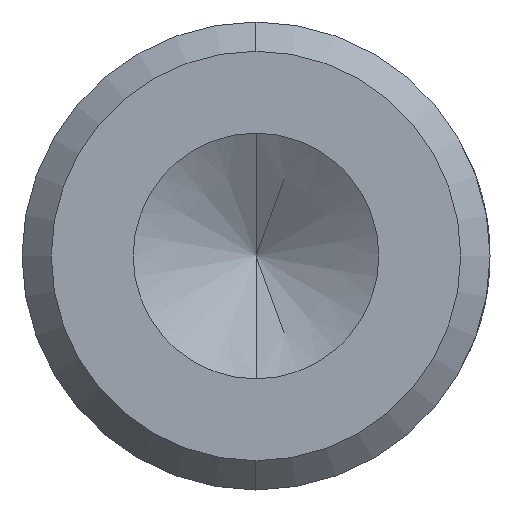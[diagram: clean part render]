
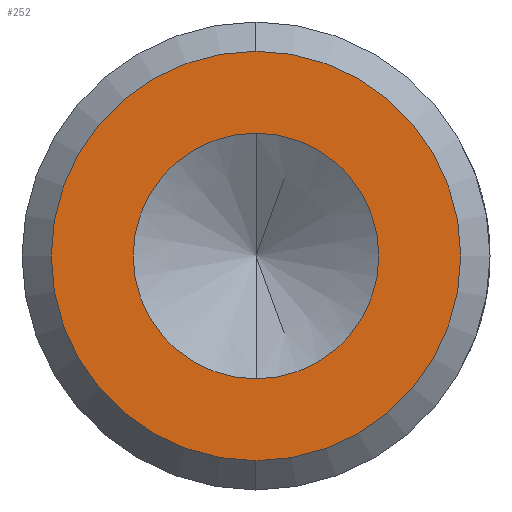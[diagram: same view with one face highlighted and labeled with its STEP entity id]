
A CAD part, left-side view. The second image highlights one B-rep face of the part: STEP entity #252.
In plain terms, the highlighted planar face has unit normal (-1, 0, 0).
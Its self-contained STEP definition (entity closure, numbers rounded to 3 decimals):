
#75 = AXIS2_PLACEMENT_3D ( 'NONE', #1098, #519, #1188 ) ;
#110 = DIRECTION ( 'NONE',  ( -1., 0., 0. ) ) ;
#119 = DIRECTION ( 'NONE',  ( 0., 0., 1. ) ) ;
#130 = PLANE ( 'NONE',  #510 ) ;
#146 = CARTESIAN_POINT ( 'NONE',  ( 0., 0., 3.501 ) ) ;
#193 = VERTEX_POINT ( 'NONE', #234 ) ;
#209 = FACE_BOUND ( 'NONE', #836, .T. ) ;
#231 = AXIS2_PLACEMENT_3D ( 'NONE', #720, #110, #817 ) ;
#234 = CARTESIAN_POINT ( 'NONE',  ( 0., 0., -2.1 ) ) ;
#242 = DIRECTION ( 'NONE',  ( -1., 0., 0. ) ) ;
#252 = ADVANCED_FACE ( 'NONE', ( #738, #209 ), #130, .T. ) ;
#299 = CIRCLE ( 'NONE', #457, 2.1 ) ;
#340 = CARTESIAN_POINT ( 'NONE',  ( 0., 0., 0. ) ) ;
#358 = DIRECTION ( 'NONE',  ( -1., 0., 0. ) ) ;
#385 = CIRCLE ( 'NONE', #719, 3.501 ) ;
#419 = ORIENTED_EDGE ( 'NONE', *, *, #815, .F. ) ;
#457 = AXIS2_PLACEMENT_3D ( 'NONE', #937, #358, #1044 ) ;
#471 = DIRECTION ( 'NONE',  ( -1., 0., 0. ) ) ;
#510 = AXIS2_PLACEMENT_3D ( 'NONE', #340, #242, #119 ) ;
#519 = DIRECTION ( 'NONE',  ( -1., 0., 0. ) ) ;
#566 = CARTESIAN_POINT ( 'NONE',  ( 0., 0., -3.501 ) ) ;
#719 = AXIS2_PLACEMENT_3D ( 'NONE', #1059, #471, #1155 ) ;
#720 = CARTESIAN_POINT ( 'NONE',  ( 0., 0., 0. ) ) ;
#738 = FACE_OUTER_BOUND ( 'NONE', #752, .T. ) ;
#752 = EDGE_LOOP ( 'NONE', ( #1109, #903 ) ) ;
#815 = EDGE_CURVE ( 'NONE', #925, #193, #299, .T. ) ;
#817 = DIRECTION ( 'NONE',  ( 0., 0., 1. ) ) ;
#836 = EDGE_LOOP ( 'NONE', ( #419, #1166 ) ) ;
#844 = VERTEX_POINT ( 'NONE', #146 ) ;
#888 = VERTEX_POINT ( 'NONE', #566 ) ;
#903 = ORIENTED_EDGE ( 'NONE', *, *, #1066, .T. ) ;
#925 = VERTEX_POINT ( 'NONE', #1239 ) ;
#937 = CARTESIAN_POINT ( 'NONE',  ( 0., 0., 0. ) ) ;
#942 = EDGE_CURVE ( 'NONE', #888, #844, #385, .T. ) ;
#1012 = CIRCLE ( 'NONE', #75, 2.1 ) ;
#1033 = EDGE_CURVE ( 'NONE', #193, #925, #1012, .T. ) ;
#1044 = DIRECTION ( 'NONE',  ( 0., 0., 1. ) ) ;
#1059 = CARTESIAN_POINT ( 'NONE',  ( 0., 0., 0. ) ) ;
#1066 = EDGE_CURVE ( 'NONE', #844, #888, #1233, .T. ) ;
#1098 = CARTESIAN_POINT ( 'NONE',  ( 0., 0., 0. ) ) ;
#1109 = ORIENTED_EDGE ( 'NONE', *, *, #942, .T. ) ;
#1155 = DIRECTION ( 'NONE',  ( 0., 0., 1. ) ) ;
#1166 = ORIENTED_EDGE ( 'NONE', *, *, #1033, .F. ) ;
#1188 = DIRECTION ( 'NONE',  ( 0., 0., 1. ) ) ;
#1233 = CIRCLE ( 'NONE', #231, 3.501 ) ;
#1239 = CARTESIAN_POINT ( 'NONE',  ( 0., 0., 2.1 ) ) ;
